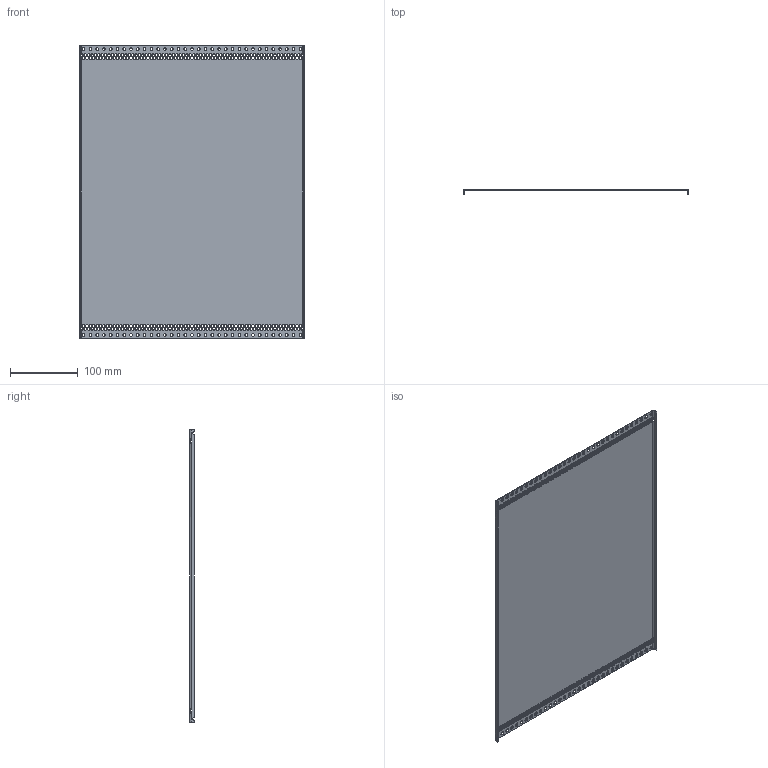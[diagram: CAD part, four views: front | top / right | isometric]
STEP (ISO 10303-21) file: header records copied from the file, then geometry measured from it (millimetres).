
FILE_DESCRIPTION((''),'2;1');
FILE_NAME('226203038034VM-','2014-09-08T',('jkuester'),(''),'PRO/ENGINEER BY PARAMETRIC TECHNOLOGY CORPORATION, 2010160','PRO/ENGINEER BY PARAMETRIC TECHNOLOGY CORPORATION, 2010160','');
FILE_SCHEMA(('AUTOMOTIVE_DESIGN { 1 0 10303 214 1 1 1 1 }'));
Length unit declared in the file: millimetre
Products named in the file (1): 226203038034VM-
Bounding box: 332 x 7 x 431.5 mm (x, y, z)
Volume: 143029.5 mm3; surface area: 292334.8 mm2
Topology: 1 solids, 1 shells, 694 faces, 2124 edges, 1416 vertices
Faces by surface type: cylinder 552, cone 124, plane 18
Entity records: 26138 total; most frequent: DIRECTION 4824, CARTESIAN_POINT 4465, ORIENTED_EDGE 4248, EDGE_CURVE 2124, AXIS2_PLACEMENT_3D 2038, VERTEX_POINT 1416, CIRCLE 1344, EDGE_LOOP 1342
